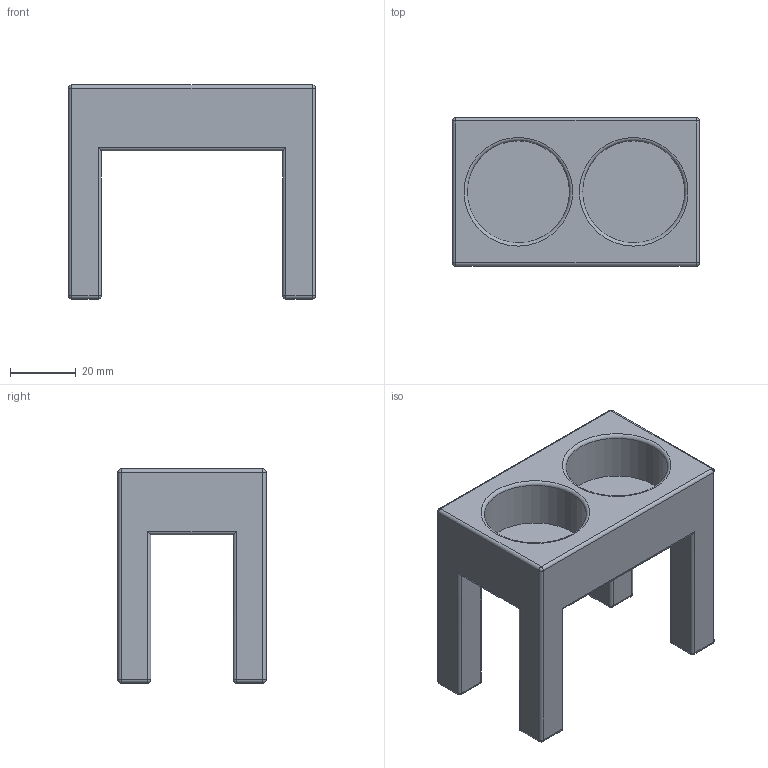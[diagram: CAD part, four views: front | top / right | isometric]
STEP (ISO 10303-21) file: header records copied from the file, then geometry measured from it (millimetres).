
FILE_DESCRIPTION(/* description */ (''),/* implementation_level */ '2;1');
FILE_NAME(/* name */ '21_Table.stp',/* time_stamp */ '2024-06-04T15:54:35+02:00',/* author */ ('JN'),/* organization */ (''),/* preprocessor_version */ 'ST-DEVELOPER v18.1',/* originating_system */ 'Autodesk Inventor 2022',/* authorisation */ '');
FILE_SCHEMA (('AUTOMOTIVE_DESIGN { 1 0 10303 214 3 1 1 }'));
Length unit declared in the file: millimetre
Products named in the file (1): table
Bounding box: 75 x 45 x 65 mm (x, y, z)
Volume: 62525.3 mm3; surface area: 21004.4 mm2
Topology: 1 solids, 1 shells, 84 faces, 172 edges, 92 vertices
Faces by surface type: cylinder 42, plane 20, sphere 20, torus 2
Full cylindrical faces by diameter (mm): 31 x2
Entity records: 2195 total; most frequent: DIRECTION 424, CARTESIAN_POINT 349, ORIENTED_EDGE 344, EDGE_CURVE 172, AXIS2_PLACEMENT_3D 167, VERTEX_POINT 92, LINE 90, VECTOR 90
